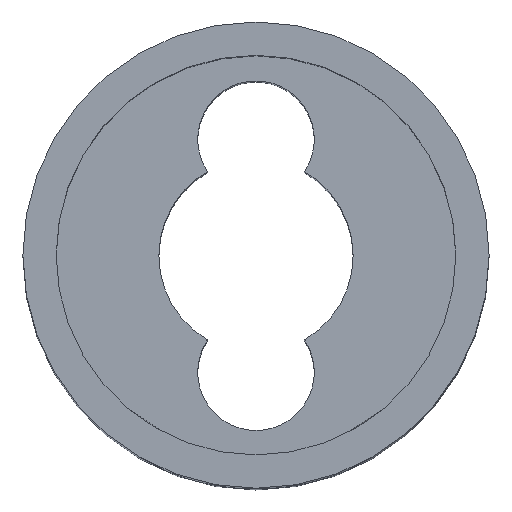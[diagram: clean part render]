
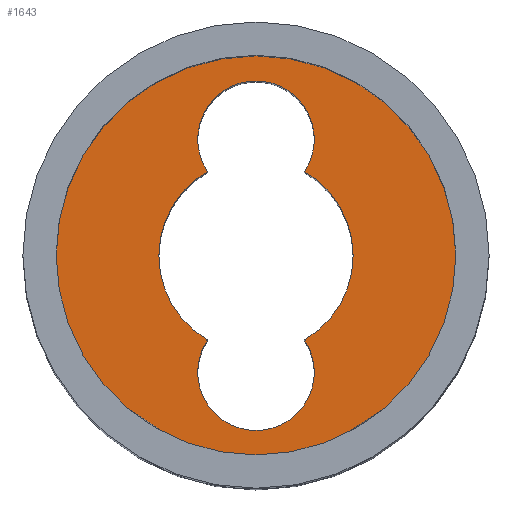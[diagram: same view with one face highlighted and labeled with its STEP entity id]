
A CAD part, top view. The second image highlights one B-rep face of the part: STEP entity #1643.
In plain terms, the highlighted planar face has unit normal (0, 0, 1).
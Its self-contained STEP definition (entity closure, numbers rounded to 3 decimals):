
#716 = CYLINDRICAL_SURFACE('',#717,35.);
#717 = AXIS2_PLACEMENT_3D('',#718,#719,#720);
#718 = CARTESIAN_POINT('',(0.,70.,0.));
#719 = DIRECTION('',(-0.,-0.,-1.));
#720 = DIRECTION('',(1.,0.,0.));
#745 = CYLINDRICAL_SURFACE('',#746,58.333);
#746 = AXIS2_PLACEMENT_3D('',#747,#748,#749);
#747 = CARTESIAN_POINT('',(0.,0.,0.));
#748 = DIRECTION('',(-0.,-0.,-1.));
#749 = DIRECTION('',(1.,0.,0.));
#774 = CYLINDRICAL_SURFACE('',#775,35.);
#775 = AXIS2_PLACEMENT_3D('',#776,#777,#778);
#776 = CARTESIAN_POINT('',(0.,-70.,0.));
#777 = DIRECTION('',(-0.,-0.,-1.));
#778 = DIRECTION('',(1.,0.,0.));
#801 = CYLINDRICAL_SURFACE('',#802,58.333);
#802 = AXIS2_PLACEMENT_3D('',#803,#804,#805);
#803 = CARTESIAN_POINT('',(0.,0.,0.));
#804 = DIRECTION('',(-0.,-0.,-1.));
#805 = DIRECTION('',(1.,0.,0.));
#840 = CYLINDRICAL_SURFACE('',#841,120.);
#841 = AXIS2_PLACEMENT_3D('',#842,#843,#844);
#842 = CARTESIAN_POINT('',(0.,0.,406.667));
#843 = DIRECTION('',(-0.,-0.,-1.));
#844 = DIRECTION('',(1.,0.,0.));
#1381 = EDGE_CURVE('',#1382,#1384,#1386,.T.);
#1382 = VERTEX_POINT('',#1383);
#1383 = CARTESIAN_POINT('',(-29.102,50.556,
    406.667));
#1384 = VERTEX_POINT('',#1385);
#1385 = CARTESIAN_POINT('',(29.102,50.556,
    406.667));
#1386 = SURFACE_CURVE('',#1387,(#1392,#1399),.PCURVE_S1.);
#1387 = CIRCLE('',#1388,35.);
#1388 = AXIS2_PLACEMENT_3D('',#1389,#1390,#1391);
#1389 = CARTESIAN_POINT('',(0.,70.,406.667));
#1390 = DIRECTION('',(0.,0.,-1.));
#1391 = DIRECTION('',(1.,0.,0.));
#1392 = PCURVE('',#716,#1393);
#1393 = DEFINITIONAL_REPRESENTATION('',(#1394),#1398);
#1394 = LINE('',#1395,#1396);
#1395 = CARTESIAN_POINT('',(-12.566,-406.667));
#1396 = VECTOR('',#1397,1.);
#1397 = DIRECTION('',(1.,-0.));
#1398 = ( GEOMETRIC_REPRESENTATION_CONTEXT(2) 
PARAMETRIC_REPRESENTATION_CONTEXT() REPRESENTATION_CONTEXT('2D SPACE',''
  ) );
#1399 = PCURVE('',#1400,#1405);
#1400 = PLANE('',#1401);
#1401 = AXIS2_PLACEMENT_3D('',#1402,#1403,#1404);
#1402 = CARTESIAN_POINT('',(0.,0.,
    406.667));
#1403 = DIRECTION('',(0.,0.,1.));
#1404 = DIRECTION('',(1.,0.,-0.));
#1405 = DEFINITIONAL_REPRESENTATION('',(#1406),#1414);
#1406 = ( BOUNDED_CURVE() B_SPLINE_CURVE(2,(#1407,#1408,#1409,#1410,
#1411,#1412,#1413),.UNSPECIFIED.,.T.,.F.) B_SPLINE_CURVE_WITH_KNOTS((1,2
    ,2,2,2,1),(-2.094,0.,2.094,4.189,
6.283,8.378),.UNSPECIFIED.) CURVE() 
GEOMETRIC_REPRESENTATION_ITEM() RATIONAL_B_SPLINE_CURVE((1.,0.5,1.,0.5,
1.,0.5,1.)) REPRESENTATION_ITEM('') );
#1407 = CARTESIAN_POINT('',(35.,70.));
#1408 = CARTESIAN_POINT('',(35.,9.378));
#1409 = CARTESIAN_POINT('',(-17.5,39.689));
#1410 = CARTESIAN_POINT('',(-70.,70.));
#1411 = CARTESIAN_POINT('',(-17.5,100.311));
#1412 = CARTESIAN_POINT('',(35.,130.622));
#1413 = CARTESIAN_POINT('',(35.,70.));
#1414 = ( GEOMETRIC_REPRESENTATION_CONTEXT(2) 
PARAMETRIC_REPRESENTATION_CONTEXT() REPRESENTATION_CONTEXT('2D SPACE',''
  ) );
#1460 = VERTEX_POINT('',#1461);
#1461 = CARTESIAN_POINT('',(29.102,-50.556,
    406.667));
#1480 = EDGE_CURVE('',#1384,#1460,#1481,.T.);
#1481 = SURFACE_CURVE('',#1482,(#1487,#1494),.PCURVE_S1.);
#1482 = CIRCLE('',#1483,58.333);
#1483 = AXIS2_PLACEMENT_3D('',#1484,#1485,#1486);
#1484 = CARTESIAN_POINT('',(0.,0.,406.667));
#1485 = DIRECTION('',(0.,0.,-1.));
#1486 = DIRECTION('',(1.,0.,0.));
#1487 = PCURVE('',#745,#1488);
#1488 = DEFINITIONAL_REPRESENTATION('',(#1489),#1493);
#1489 = LINE('',#1490,#1491);
#1490 = CARTESIAN_POINT('',(-12.566,-406.667));
#1491 = VECTOR('',#1492,1.);
#1492 = DIRECTION('',(1.,-0.));
#1493 = ( GEOMETRIC_REPRESENTATION_CONTEXT(2) 
PARAMETRIC_REPRESENTATION_CONTEXT() REPRESENTATION_CONTEXT('2D SPACE',''
  ) );
#1494 = PCURVE('',#1400,#1495);
#1495 = DEFINITIONAL_REPRESENTATION('',(#1496),#1504);
#1496 = ( BOUNDED_CURVE() B_SPLINE_CURVE(2,(#1497,#1498,#1499,#1500,
#1501,#1502,#1503),.UNSPECIFIED.,.T.,.F.) B_SPLINE_CURVE_WITH_KNOTS((1,2
    ,2,2,2,1),(-2.094,0.,2.094,4.189,
6.283,8.378),.UNSPECIFIED.) CURVE() 
GEOMETRIC_REPRESENTATION_ITEM() RATIONAL_B_SPLINE_CURVE((1.,0.5,1.,0.5,
1.,0.5,1.)) REPRESENTATION_ITEM('') );
#1497 = CARTESIAN_POINT('',(58.333,0.));
#1498 = CARTESIAN_POINT('',(58.333,-101.036));
#1499 = CARTESIAN_POINT('',(-29.167,-50.518));
#1500 = CARTESIAN_POINT('',(-116.667,0.));
#1501 = CARTESIAN_POINT('',(-29.167,50.518));
#1502 = CARTESIAN_POINT('',(58.333,101.036));
#1503 = CARTESIAN_POINT('',(58.333,0.));
#1504 = ( GEOMETRIC_REPRESENTATION_CONTEXT(2) 
PARAMETRIC_REPRESENTATION_CONTEXT() REPRESENTATION_CONTEXT('2D SPACE',''
  ) );
#1510 = EDGE_CURVE('',#1460,#1511,#1513,.T.);
#1511 = VERTEX_POINT('',#1512);
#1512 = CARTESIAN_POINT('',(-29.102,-50.556,
    406.667));
#1513 = SURFACE_CURVE('',#1514,(#1519,#1526),.PCURVE_S1.);
#1514 = CIRCLE('',#1515,35.);
#1515 = AXIS2_PLACEMENT_3D('',#1516,#1517,#1518);
#1516 = CARTESIAN_POINT('',(0.,-70.,406.667));
#1517 = DIRECTION('',(0.,0.,-1.));
#1518 = DIRECTION('',(1.,0.,0.));
#1519 = PCURVE('',#774,#1520);
#1520 = DEFINITIONAL_REPRESENTATION('',(#1521),#1525);
#1521 = LINE('',#1522,#1523);
#1522 = CARTESIAN_POINT('',(-12.566,-406.667));
#1523 = VECTOR('',#1524,1.);
#1524 = DIRECTION('',(1.,-0.));
#1525 = ( GEOMETRIC_REPRESENTATION_CONTEXT(2) 
PARAMETRIC_REPRESENTATION_CONTEXT() REPRESENTATION_CONTEXT('2D SPACE',''
  ) );
#1526 = PCURVE('',#1400,#1527);
#1527 = DEFINITIONAL_REPRESENTATION('',(#1528),#1536);
#1528 = ( BOUNDED_CURVE() B_SPLINE_CURVE(2,(#1529,#1530,#1531,#1532,
#1533,#1534,#1535),.UNSPECIFIED.,.T.,.F.) B_SPLINE_CURVE_WITH_KNOTS((1,2
    ,2,2,2,1),(-2.094,0.,2.094,4.189,
6.283,8.378),.UNSPECIFIED.) CURVE() 
GEOMETRIC_REPRESENTATION_ITEM() RATIONAL_B_SPLINE_CURVE((1.,0.5,1.,0.5,
1.,0.5,1.)) REPRESENTATION_ITEM('') );
#1529 = CARTESIAN_POINT('',(35.,-70.));
#1530 = CARTESIAN_POINT('',(35.,-130.622));
#1531 = CARTESIAN_POINT('',(-17.5,-100.311));
#1532 = CARTESIAN_POINT('',(-70.,-70.));
#1533 = CARTESIAN_POINT('',(-17.5,-39.689));
#1534 = CARTESIAN_POINT('',(35.,-9.378));
#1535 = CARTESIAN_POINT('',(35.,-70.));
#1536 = ( GEOMETRIC_REPRESENTATION_CONTEXT(2) 
PARAMETRIC_REPRESENTATION_CONTEXT() REPRESENTATION_CONTEXT('2D SPACE',''
  ) );
#1564 = EDGE_CURVE('',#1511,#1382,#1565,.T.);
#1565 = SURFACE_CURVE('',#1566,(#1571,#1578),.PCURVE_S1.);
#1566 = CIRCLE('',#1567,58.333);
#1567 = AXIS2_PLACEMENT_3D('',#1568,#1569,#1570);
#1568 = CARTESIAN_POINT('',(0.,0.,406.667));
#1569 = DIRECTION('',(0.,0.,-1.));
#1570 = DIRECTION('',(1.,0.,0.));
#1571 = PCURVE('',#801,#1572);
#1572 = DEFINITIONAL_REPRESENTATION('',(#1573),#1577);
#1573 = LINE('',#1574,#1575);
#1574 = CARTESIAN_POINT('',(-6.283,-406.667));
#1575 = VECTOR('',#1576,1.);
#1576 = DIRECTION('',(1.,-0.));
#1577 = ( GEOMETRIC_REPRESENTATION_CONTEXT(2) 
PARAMETRIC_REPRESENTATION_CONTEXT() REPRESENTATION_CONTEXT('2D SPACE',''
  ) );
#1578 = PCURVE('',#1400,#1579);
#1579 = DEFINITIONAL_REPRESENTATION('',(#1580),#1588);
#1580 = ( BOUNDED_CURVE() B_SPLINE_CURVE(2,(#1581,#1582,#1583,#1584,
#1585,#1586,#1587),.UNSPECIFIED.,.T.,.F.) B_SPLINE_CURVE_WITH_KNOTS((1,2
    ,2,2,2,1),(-2.094,0.,2.094,4.189,
6.283,8.378),.UNSPECIFIED.) CURVE() 
GEOMETRIC_REPRESENTATION_ITEM() RATIONAL_B_SPLINE_CURVE((1.,0.5,1.,0.5,
1.,0.5,1.)) REPRESENTATION_ITEM('') );
#1581 = CARTESIAN_POINT('',(58.333,0.));
#1582 = CARTESIAN_POINT('',(58.333,-101.036));
#1583 = CARTESIAN_POINT('',(-29.167,-50.518));
#1584 = CARTESIAN_POINT('',(-116.667,0.));
#1585 = CARTESIAN_POINT('',(-29.167,50.518));
#1586 = CARTESIAN_POINT('',(58.333,101.036));
#1587 = CARTESIAN_POINT('',(58.333,0.));
#1588 = ( GEOMETRIC_REPRESENTATION_CONTEXT(2) 
PARAMETRIC_REPRESENTATION_CONTEXT() REPRESENTATION_CONTEXT('2D SPACE',''
  ) );
#1595 = VERTEX_POINT('',#1596);
#1596 = CARTESIAN_POINT('',(120.,0.,406.667));
#1617 = EDGE_CURVE('',#1595,#1595,#1618,.T.);
#1618 = SURFACE_CURVE('',#1619,(#1624,#1631),.PCURVE_S1.);
#1619 = CIRCLE('',#1620,120.);
#1620 = AXIS2_PLACEMENT_3D('',#1621,#1622,#1623);
#1621 = CARTESIAN_POINT('',(0.,0.,406.667));
#1622 = DIRECTION('',(0.,0.,1.));
#1623 = DIRECTION('',(1.,0.,0.));
#1624 = PCURVE('',#840,#1625);
#1625 = DEFINITIONAL_REPRESENTATION('',(#1626),#1630);
#1626 = LINE('',#1627,#1628);
#1627 = CARTESIAN_POINT('',(-0.,0.));
#1628 = VECTOR('',#1629,1.);
#1629 = DIRECTION('',(-1.,0.));
#1630 = ( GEOMETRIC_REPRESENTATION_CONTEXT(2) 
PARAMETRIC_REPRESENTATION_CONTEXT() REPRESENTATION_CONTEXT('2D SPACE',''
  ) );
#1631 = PCURVE('',#1400,#1632);
#1632 = DEFINITIONAL_REPRESENTATION('',(#1633),#1637);
#1633 = CIRCLE('',#1634,120.);
#1634 = AXIS2_PLACEMENT_2D('',#1635,#1636);
#1635 = CARTESIAN_POINT('',(0.,0.));
#1636 = DIRECTION('',(1.,0.));
#1637 = ( GEOMETRIC_REPRESENTATION_CONTEXT(2) 
PARAMETRIC_REPRESENTATION_CONTEXT() REPRESENTATION_CONTEXT('2D SPACE',''
  ) );
#1643 = ADVANCED_FACE('',(#1644,#1647),#1400,.T.);
#1644 = FACE_BOUND('',#1645,.T.);
#1645 = EDGE_LOOP('',(#1646));
#1646 = ORIENTED_EDGE('',*,*,#1617,.T.);
#1647 = FACE_BOUND('',#1648,.T.);
#1648 = EDGE_LOOP('',(#1649,#1650,#1651,#1652));
#1649 = ORIENTED_EDGE('',*,*,#1564,.T.);
#1650 = ORIENTED_EDGE('',*,*,#1381,.T.);
#1651 = ORIENTED_EDGE('',*,*,#1480,.T.);
#1652 = ORIENTED_EDGE('',*,*,#1510,.T.);
